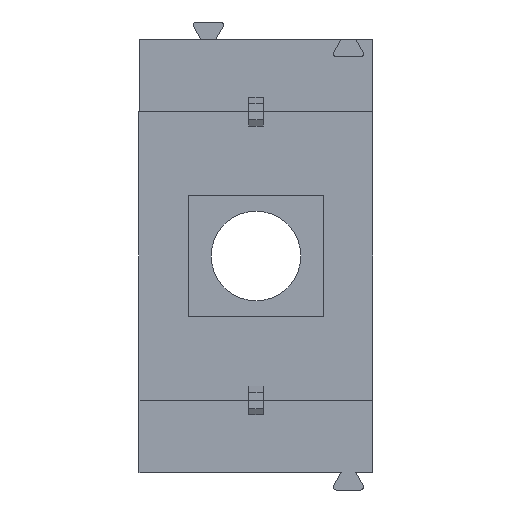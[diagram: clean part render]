
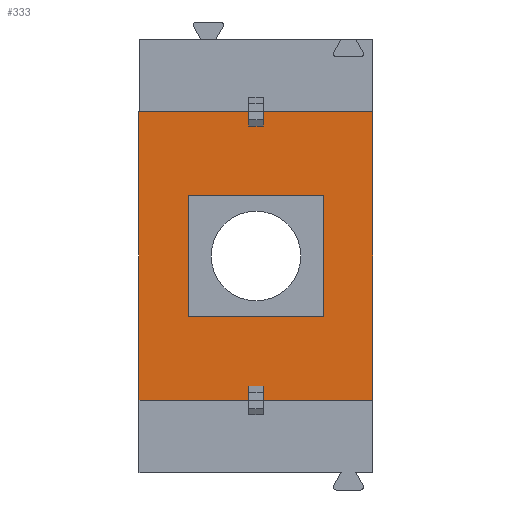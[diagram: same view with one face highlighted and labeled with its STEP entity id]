
A CAD part, front view. The second image highlights one B-rep face of the part: STEP entity #333.
In plain terms, the highlighted planar face has unit normal (0, -1, 0).
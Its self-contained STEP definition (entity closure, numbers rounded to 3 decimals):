
#333 = ADVANCED_FACE( '', ( #798, #799 ), #800, .T. );
#798 = FACE_BOUND( '', #1420, .T. );
#799 = FACE_OUTER_BOUND( '', #1421, .T. );
#800 = PLANE( '', #1422 );
#1420 = EDGE_LOOP( '', ( #2173, #2174, #2175, #2176 ) );
#1421 = EDGE_LOOP( '', ( #2177, #2178, #2179, #2180, #2181, #2182, #2183, #2184, #2185, #2186, #2187, #2188 ) );
#1422 = AXIS2_PLACEMENT_3D( '', #2189, #2190, #2191 );
#2173 = ORIENTED_EDGE( '', *, *, #3927, .T. );
#2174 = ORIENTED_EDGE( '', *, *, #4023, .T. );
#2175 = ORIENTED_EDGE( '', *, *, #4024, .T. );
#2176 = ORIENTED_EDGE( '', *, *, #4025, .T. );
#2177 = ORIENTED_EDGE( '', *, *, #3975, .T. );
#2178 = ORIENTED_EDGE( '', *, *, #4026, .F. );
#2179 = ORIENTED_EDGE( '', *, *, #4027, .T. );
#2180 = ORIENTED_EDGE( '', *, *, #4028, .T. );
#2181 = ORIENTED_EDGE( '', *, *, #4029, .T. );
#2182 = ORIENTED_EDGE( '', *, *, #4030, .F. );
#2183 = ORIENTED_EDGE( '', *, *, #3922, .T. );
#2184 = ORIENTED_EDGE( '', *, *, #4012, .F. );
#2185 = ORIENTED_EDGE( '', *, *, #4031, .T. );
#2186 = ORIENTED_EDGE( '', *, *, #4032, .T. );
#2187 = ORIENTED_EDGE( '', *, *, #4033, .T. );
#2188 = ORIENTED_EDGE( '', *, *, #4034, .F. );
#2189 = CARTESIAN_POINT( '', ( -0.15, 0., 2.5 ) );
#2190 = DIRECTION( '', ( 0., -1., 0. ) );
#2191 = DIRECTION( '', ( 1., 0., 0. ) );
#3922 = EDGE_CURVE( '', #4716, #4717, #4718, .T. );
#3927 = EDGE_CURVE( '', #4725, #4726, #4727, .T. );
#3975 = EDGE_CURVE( '', #4810, #4811, #4812, .T. );
#4012 = EDGE_CURVE( '', #4879, #4717, #4881, .T. );
#4023 = EDGE_CURVE( '', #4726, #4898, #4899, .T. );
#4024 = EDGE_CURVE( '', #4898, #4900, #4901, .T. );
#4025 = EDGE_CURVE( '', #4900, #4725, #4902, .T. );
#4026 = EDGE_CURVE( '', #4903, #4811, #4904, .T. );
#4027 = EDGE_CURVE( '', #4903, #4905, #4906, .T. );
#4028 = EDGE_CURVE( '', #4905, #4907, #4908, .T. );
#4029 = EDGE_CURVE( '', #4907, #4909, #4910, .T. );
#4030 = EDGE_CURVE( '', #4716, #4909, #4911, .T. );
#4031 = EDGE_CURVE( '', #4879, #4912, #4913, .T. );
#4032 = EDGE_CURVE( '', #4912, #4914, #4915, .T. );
#4033 = EDGE_CURVE( '', #4914, #4916, #4917, .T. );
#4034 = EDGE_CURVE( '', #4810, #4916, #4918, .T. );
#4716 = VERTEX_POINT( '', #5878 );
#4717 = VERTEX_POINT( '', #5879 );
#4718 = LINE( '', #5880, #5881 );
#4725 = VERTEX_POINT( '', #5891 );
#4726 = VERTEX_POINT( '', #5892 );
#4727 = LINE( '', #5893, #5894 );
#4810 = VERTEX_POINT( '', #6012 );
#4811 = VERTEX_POINT( '', #6013 );
#4812 = LINE( '', #6014, #6015 );
#4879 = VERTEX_POINT( '', #6108 );
#4881 = LINE( '', #6111, #6112 );
#4898 = VERTEX_POINT( '', #6134 );
#4899 = LINE( '', #6135, #6136 );
#4900 = VERTEX_POINT( '', #6137 );
#4901 = LINE( '', #6138, #6139 );
#4902 = LINE( '', #6140, #6141 );
#4903 = VERTEX_POINT( '', #6142 );
#4904 = LINE( '', #6143, #6144 );
#4905 = VERTEX_POINT( '', #6145 );
#4906 = LINE( '', #6146, #6147 );
#4907 = VERTEX_POINT( '', #6148 );
#4908 = LINE( '', #6149, #6150 );
#4909 = VERTEX_POINT( '', #6151 );
#4910 = LINE( '', #6152, #6153 );
#4911 = LINE( '', #6154, #6155 );
#4912 = VERTEX_POINT( '', #6156 );
#4913 = LINE( '', #6157, #6158 );
#4914 = VERTEX_POINT( '', #6159 );
#4915 = LINE( '', #6160, #6161 );
#4916 = VERTEX_POINT( '', #6162 );
#4917 = LINE( '', #6163, #6164 );
#4918 = LINE( '', #6165, #6166 );
#5878 = CARTESIAN_POINT( '', ( -3.8, 0., -0.5 ) );
#5879 = CARTESIAN_POINT( '', ( -4.3, 0., -0.5 ) );
#5880 = CARTESIAN_POINT( '', ( -16.414, 0., -0.5 ) );
#5881 = VECTOR( '', #7442, 1000. );
#5891 = CARTESIAN_POINT( '', ( -1.7, 0., -7.1 ) );
#5892 = CARTESIAN_POINT( '', ( -6.4, 0., -7.1 ) );
#5893 = CARTESIAN_POINT( '', ( -0.15, 0., -7.1 ) );
#5894 = VECTOR( '', #7446, 1000. );
#6012 = CARTESIAN_POINT( '', ( -4.3, 0., -9.5 ) );
#6013 = CARTESIAN_POINT( '', ( -3.8, 0., -9.5 ) );
#6014 = CARTESIAN_POINT( '', ( -16.414, 0., -9.5 ) );
#6015 = VECTOR( '', #7488, 1000. );
#6108 = CARTESIAN_POINT( '', ( -4.3, 0., 0. ) );
#6111 = CARTESIAN_POINT( '', ( -4.3, 0., 2.42 ) );
#6112 = VECTOR( '', #7534, 1000. );
#6134 = CARTESIAN_POINT( '', ( -6.4, 0., -2.9 ) );
#6135 = CARTESIAN_POINT( '', ( -6.4, 0., -7.1 ) );
#6136 = VECTOR( '', #7546, 1000. );
#6137 = CARTESIAN_POINT( '', ( -1.7, 0., -2.9 ) );
#6138 = CARTESIAN_POINT( '', ( -0.15, 0., -2.9 ) );
#6139 = VECTOR( '', #7547, 1000. );
#6140 = CARTESIAN_POINT( '', ( -1.7, 0., -2.5 ) );
#6141 = VECTOR( '', #7548, 1000. );
#6142 = CARTESIAN_POINT( '', ( -3.8, 0., -10. ) );
#6143 = CARTESIAN_POINT( '', ( -3.8, 0., -2.5 ) );
#6144 = VECTOR( '', #7549, 1000. );
#6145 = CARTESIAN_POINT( '', ( 0., 0., -10. ) );
#6146 = CARTESIAN_POINT( '', ( -16.414, 0., -10. ) );
#6147 = VECTOR( '', #7550, 1000. );
#6148 = CARTESIAN_POINT( '', ( 0., 0., 0. ) );
#6149 = CARTESIAN_POINT( '', ( 0., 0., 2.5 ) );
#6150 = VECTOR( '', #7551, 1000. );
#6151 = CARTESIAN_POINT( '', ( -3.8, 0., 0. ) );
#6152 = CARTESIAN_POINT( '', ( -16.414, 0., 0. ) );
#6153 = VECTOR( '', #7552, 1000. );
#6154 = CARTESIAN_POINT( '', ( -3.8, 0., 2.42 ) );
#6155 = VECTOR( '', #7553, 1000. );
#6156 = CARTESIAN_POINT( '', ( -8.1, 0., 0. ) );
#6157 = CARTESIAN_POINT( '', ( -16.414, 0., 0. ) );
#6158 = VECTOR( '', #7554, 1000. );
#6159 = CARTESIAN_POINT( '', ( -8.1, 0., -10. ) );
#6160 = CARTESIAN_POINT( '', ( -8.1, 0., 2.5 ) );
#6161 = VECTOR( '', #7555, 1000. );
#6162 = CARTESIAN_POINT( '', ( -4.3, 0., -10. ) );
#6163 = CARTESIAN_POINT( '', ( -16.414, 0., -10. ) );
#6164 = VECTOR( '', #7556, 1000. );
#6165 = CARTESIAN_POINT( '', ( -4.3, 0., -2.5 ) );
#6166 = VECTOR( '', #7557, 1000. );
#7442 = DIRECTION( '', ( -1., 0., 0. ) );
#7446 = DIRECTION( '', ( -1., 0., 0. ) );
#7488 = DIRECTION( '', ( 1., 0., 0. ) );
#7534 = DIRECTION( '', ( 0., 0., -1. ) );
#7546 = DIRECTION( '', ( 0., 0., 1. ) );
#7547 = DIRECTION( '', ( 1., 0., 0. ) );
#7548 = DIRECTION( '', ( 0., 0., -1. ) );
#7549 = DIRECTION( '', ( 0., 0., 1. ) );
#7550 = DIRECTION( '', ( 1., 0., 0. ) );
#7551 = DIRECTION( '', ( 0., 0., 1. ) );
#7552 = DIRECTION( '', ( -1., 0., 0. ) );
#7553 = DIRECTION( '', ( 0., 0., 1. ) );
#7554 = DIRECTION( '', ( -1., 0., 0. ) );
#7555 = DIRECTION( '', ( 0., 0., -1. ) );
#7556 = DIRECTION( '', ( 1., 0., 0. ) );
#7557 = DIRECTION( '', ( 0., 0., -1. ) );
